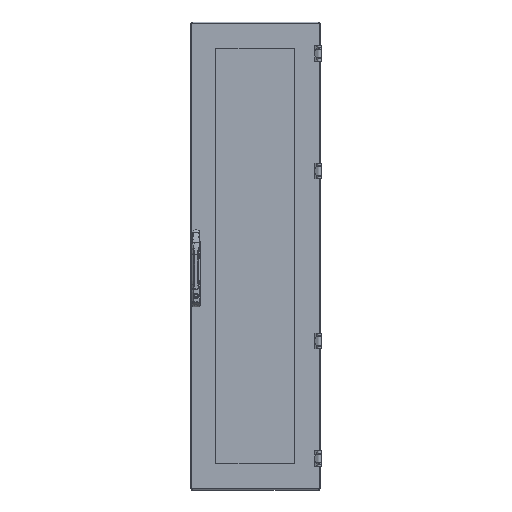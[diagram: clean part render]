
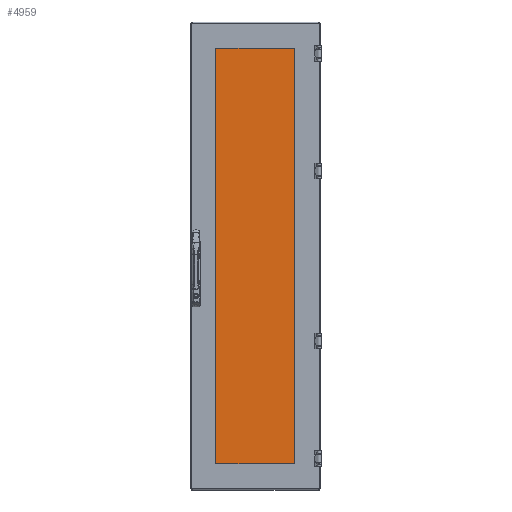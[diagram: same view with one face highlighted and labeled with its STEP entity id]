
A CAD part, top view. The second image highlights one B-rep face of the part: STEP entity #4959.
In plain terms, the highlighted planar face has unit normal (0, 0, 1).
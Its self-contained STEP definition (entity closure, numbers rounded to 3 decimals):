
#4959 = ADVANCED_FACE ( 'NONE', ( #89602 ), #75780, .F. ) ;
#6372 = DIRECTION ( 'NONE',  ( -1., 0., 0. ) ) ;
#7358 = AXIS2_PLACEMENT_3D ( 'NONE', #26561, #77586, #14115 ) ;
#10467 = DIRECTION ( 'NONE',  ( 0., -1., 0. ) ) ;
#11236 = EDGE_CURVE ( 'NONE', #28254, #11618, #56555, .T. ) ;
#11618 = VERTEX_POINT ( 'NONE', #90951 ) ;
#11927 = CARTESIAN_POINT ( 'NONE',  ( -173.25, -811.05, 4. ) ) ;
#12811 = CARTESIAN_POINT ( 'NONE',  ( -173.25, 811.05, 4. ) ) ;
#14115 = DIRECTION ( 'NONE',  ( -1., 0., 0. ) ) ;
#17881 = LINE ( 'NONE', #86471, #32386 ) ;
#18038 = EDGE_CURVE ( 'NONE', #50379, #77740, #34871, .T. ) ;
#19328 = EDGE_CURVE ( 'NONE', #77740, #28254, #74880, .T. ) ;
#20745 = VECTOR ( 'NONE', #71267, 1000. ) ;
#24983 = ORIENTED_EDGE ( 'NONE', *, *, #18038, .T. ) ;
#26561 = CARTESIAN_POINT ( 'NONE',  ( 0., 0., 4. ) ) ;
#27630 = ORIENTED_EDGE ( 'NONE', *, *, #44988, .T. ) ;
#28254 = VERTEX_POINT ( 'NONE', #11927 ) ;
#32115 = DIRECTION ( 'NONE',  ( 0., 1., 0. ) ) ;
#32386 = VECTOR ( 'NONE', #32115, 1000. ) ;
#34871 = LINE ( 'NONE', #12811, #40755 ) ;
#40755 = VECTOR ( 'NONE', #6372, 1000. ) ;
#44988 = EDGE_CURVE ( 'NONE', #11618, #50379, #17881, .T. ) ;
#45628 = CARTESIAN_POINT ( 'NONE',  ( -173.25, 811.05, 4. ) ) ;
#47574 = ORIENTED_EDGE ( 'NONE', *, *, #19328, .T. ) ;
#48915 = VECTOR ( 'NONE', #10467, 1000. ) ;
#50379 = VERTEX_POINT ( 'NONE', #78863 ) ;
#56555 = LINE ( 'NONE', #84622, #20745 ) ;
#58264 = EDGE_LOOP ( 'NONE', ( #27630, #24983, #47574, #59091 ) ) ;
#59091 = ORIENTED_EDGE ( 'NONE', *, *, #11236, .T. ) ;
#71267 = DIRECTION ( 'NONE',  ( 1., 0., 0. ) ) ;
#74880 = LINE ( 'NONE', #80430, #48915 ) ;
#75780 = PLANE ( 'NONE',  #7358 ) ;
#77586 = DIRECTION ( 'NONE',  ( 0., 0., -1. ) ) ;
#77740 = VERTEX_POINT ( 'NONE', #45628 ) ;
#78863 = CARTESIAN_POINT ( 'NONE',  ( 173.25, 811.05, 4. ) ) ;
#80430 = CARTESIAN_POINT ( 'NONE',  ( -173.25, -811.05, 4. ) ) ;
#84622 = CARTESIAN_POINT ( 'NONE',  ( -173.25, -811.05, 4. ) ) ;
#86471 = CARTESIAN_POINT ( 'NONE',  ( 173.25, -811.05, 4. ) ) ;
#89602 = FACE_OUTER_BOUND ( 'NONE', #58264, .T. ) ;
#90951 = CARTESIAN_POINT ( 'NONE',  ( 173.25, -811.05, 4. ) ) ;
